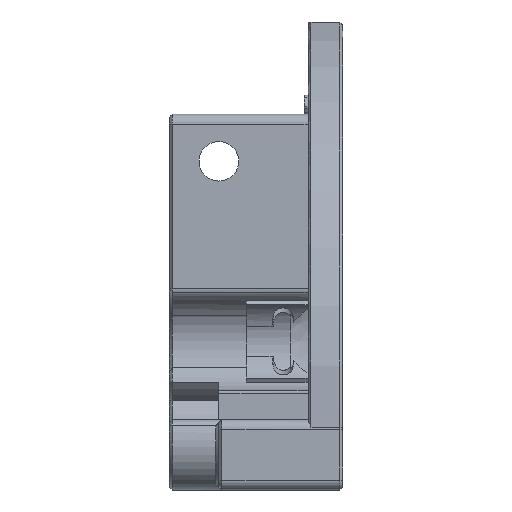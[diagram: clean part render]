
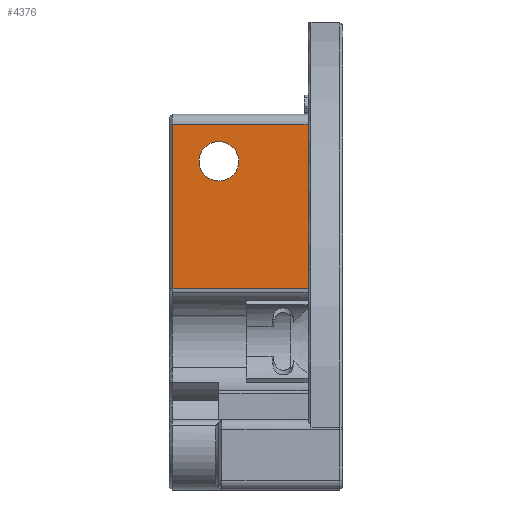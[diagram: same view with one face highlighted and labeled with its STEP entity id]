
A CAD part, front view. The second image highlights one B-rep face of the part: STEP entity #4376.
In plain terms, the highlighted planar face has unit normal (0, -1, 0).
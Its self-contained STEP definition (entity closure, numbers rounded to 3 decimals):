
#49=(
BOUNDED_CURVE()
B_SPLINE_CURVE(2,(#6404,#6405,#6406),.UNSPECIFIED.,.F.,.F.)
B_SPLINE_CURVE_WITH_KNOTS((3,3),(0.107,0.214),
 .UNSPECIFIED.)
CURVE()
GEOMETRIC_REPRESENTATION_ITEM()
RATIONAL_B_SPLINE_CURVE((1.,1.095,1.))
REPRESENTATION_ITEM('')
);
#269=FACE_BOUND('',#1541,.T.);
#395=LINE('',#6787,#772);
#410=LINE('',#6912,#787);
#484=LINE('',#7309,#861);
#485=LINE('',#7322,#862);
#486=LINE('',#7324,#863);
#487=LINE('',#7325,#864);
#772=VECTOR('',#5458,10.);
#787=VECTOR('',#5541,10.);
#861=VECTOR('',#5719,10.);
#862=VECTOR('',#5734,10.);
#863=VECTOR('',#5737,1.);
#864=VECTOR('',#5738,10.);
#1062=PLANE('',#4810);
#1259=FACE_OUTER_BOUND('',#1540,.T.);
#1540=EDGE_LOOP('',(#3626,#3627,#3628,#3629,#3630,#3631,#3632));
#1541=EDGE_LOOP('',(#3633));
#1845=CIRCLE('',#4811,2.);
#1932=VERTEX_POINT('',#6402);
#1933=VERTEX_POINT('',#6403);
#2033=VERTEX_POINT('',#6781);
#2034=VERTEX_POINT('',#6785);
#2060=VERTEX_POINT('',#6910);
#2176=VERTEX_POINT('',#7303);
#2177=VERTEX_POINT('',#7307);
#2179=VERTEX_POINT('',#7326);
#2361=EDGE_CURVE('',#1932,#1933,#49,.F.);
#2532=EDGE_CURVE('',#2033,#2034,#395,.T.);
#2575=EDGE_CURVE('',#1932,#2060,#410,.T.);
#2711=EDGE_CURVE('',#2177,#2176,#484,.T.);
#2716=EDGE_CURVE('',#2176,#2060,#485,.T.);
#2717=EDGE_CURVE('',#1933,#2033,#486,.T.);
#2718=EDGE_CURVE('',#2034,#2177,#487,.T.);
#2719=EDGE_CURVE('',#2179,#2179,#1845,.T.);
#3626=ORIENTED_EDGE('',*,*,#2532,.F.);
#3627=ORIENTED_EDGE('',*,*,#2717,.F.);
#3628=ORIENTED_EDGE('',*,*,#2361,.F.);
#3629=ORIENTED_EDGE('',*,*,#2575,.T.);
#3630=ORIENTED_EDGE('',*,*,#2716,.F.);
#3631=ORIENTED_EDGE('',*,*,#2711,.F.);
#3632=ORIENTED_EDGE('',*,*,#2718,.F.);
#3633=ORIENTED_EDGE('',*,*,#2719,.T.);
#4376=ADVANCED_FACE('',(#1259,#269),#1062,.F.);
#4810=AXIS2_PLACEMENT_3D('',#7323,#5735,#5736);
#4811=AXIS2_PLACEMENT_3D('',#7327,#5739,#5740);
#5458=DIRECTION('',(0.,0.,-1.));
#5541=DIRECTION('',(0.,0.,1.));
#5719=DIRECTION('',(0.,0.,1.));
#5734=DIRECTION('',(1.,0.,0.));
#5735=DIRECTION('center_axis',(0.,1.,0.));
#5736=DIRECTION('ref_axis',(0.,0.,1.));
#5737=DIRECTION('',(1.,0.,0.));
#5738=DIRECTION('',(-1.,0.,0.));
#5739=DIRECTION('center_axis',(0.,1.,0.));
#5740=DIRECTION('ref_axis',(-1.,0.,0.));
#6402=CARTESIAN_POINT('',(-10.575,-8.,7.98));
#6403=CARTESIAN_POINT('',(-10.175,-8.,7.));
#6404=CARTESIAN_POINT('Ctrl Pts',(-10.175,-8.,7.));
#6405=CARTESIAN_POINT('Ctrl Pts',(-10.175,-8.,7.408));
#6406=CARTESIAN_POINT('Ctrl Pts',(-10.575,-8.,7.98));
#6781=CARTESIAN_POINT('',(-7.375,-8.,7.));
#6785=CARTESIAN_POINT('',(-7.375,-8.,5.292));
#6787=CARTESIAN_POINT('',(-7.375,-8.,6.546));
#6910=CARTESIAN_POINT('',(-10.575,-8.,21.928));
#6912=CARTESIAN_POINT('',(-10.575,-8.,6.546));
#7303=CARTESIAN_POINT('',(-24.275,-8.,21.928));
#7307=CARTESIAN_POINT('',(-24.275,-8.,5.292));
#7309=CARTESIAN_POINT('',(-24.275,-8.,0.236));
#7322=CARTESIAN_POINT('',(-10.575,-8.,21.928));
#7323=CARTESIAN_POINT('Origin',(-10.575,-8.,4.472));
#7324=CARTESIAN_POINT('',(-10.575,-8.,7.));
#7325=CARTESIAN_POINT('',(-10.575,-8.,5.292));
#7326=CARTESIAN_POINT('',(-17.575,-8.,18.178));
#7327=CARTESIAN_POINT('Origin',(-19.575,-8.,18.178));
